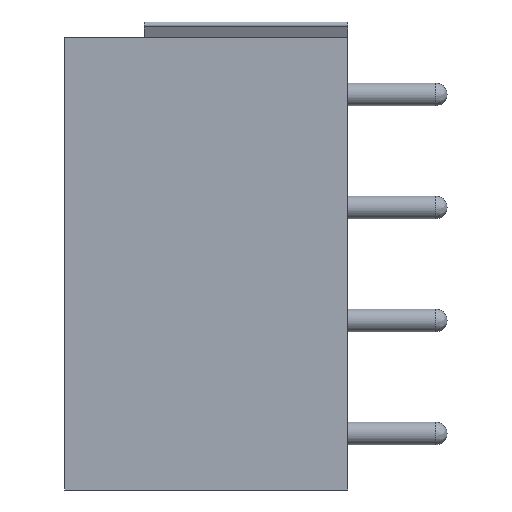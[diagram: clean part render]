
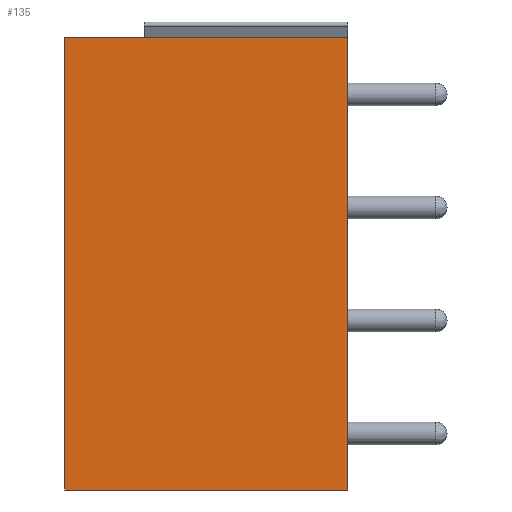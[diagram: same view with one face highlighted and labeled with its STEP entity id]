
A CAD part, left-side view. The second image highlights one B-rep face of the part: STEP entity #135.
In plain terms, the highlighted free-form (B-spline) face has degree [1, 1] with [2, 2] control points.
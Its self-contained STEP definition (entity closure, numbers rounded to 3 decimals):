
#35=CARTESIAN_POINT('',(0.,12.5,-20.));
#36=VERTEX_POINT('',#35);
#37=CARTESIAN_POINT('',(0.,0.,-20.));
#38=VERTEX_POINT('',#37);
#39=CARTESIAN_POINT('',(0.,12.5,-20.));
#40=CARTESIAN_POINT('',(0.,0.,-20.));
#41=B_SPLINE_CURVE_WITH_KNOTS('',1,(#39,#40),.POLYLINE_FORM.,.F.,.U.,(2,2),(0.,1.),.UNSPECIFIED.);
#42=EDGE_CURVE('',#36,#38,#41,.T.);
#108=CARTESIAN_POINT('',(0.,12.95,-20.));
#109=CARTESIAN_POINT('',(0.,12.95,0.));
#110=CARTESIAN_POINT('',(0.,-0.45,-20.));
#111=CARTESIAN_POINT('',(0.,-0.45,0.));
#112=B_SPLINE_SURFACE_WITH_KNOTS('',1,1,((#108,#109),(#110,#111)),.PLANE_SURF.,.F.,.F.,.U.,(2,2),(2,2),(0.,1.),(0.,1.),.UNSPECIFIED.);
#113=ORIENTED_EDGE('',*,*,#42,.T.);
#114=CARTESIAN_POINT('',(0.,0.,0.));
#115=VERTEX_POINT('',#114);
#116=CARTESIAN_POINT('',(0.,0.,0.));
#117=CARTESIAN_POINT('',(0.,0.,-20.));
#118=B_SPLINE_CURVE_WITH_KNOTS('',1,(#116,#117),.POLYLINE_FORM.,.F.,.U.,(2,2),(0.,1.),.UNSPECIFIED.);
#119=EDGE_CURVE('',#115,#38,#118,.T.);
#120=ORIENTED_EDGE('',*,*,#119,.F.);
#121=CARTESIAN_POINT('',(0.,12.5,0.));
#122=VERTEX_POINT('',#121);
#123=CARTESIAN_POINT('',(0.,12.5,0.));
#124=CARTESIAN_POINT('',(0.,0.,0.));
#125=B_SPLINE_CURVE_WITH_KNOTS('',1,(#123,#124),.POLYLINE_FORM.,.F.,.U.,(2,2),(0.,1.),.UNSPECIFIED.);
#126=EDGE_CURVE('',#122,#115,#125,.T.);
#127=ORIENTED_EDGE('',*,*,#126,.F.);
#128=CARTESIAN_POINT('',(0.,12.5,0.));
#129=CARTESIAN_POINT('',(0.,12.5,-20.));
#130=B_SPLINE_CURVE_WITH_KNOTS('',1,(#128,#129),.POLYLINE_FORM.,.F.,.U.,(2,2),(0.,1.),.UNSPECIFIED.);
#131=EDGE_CURVE('',#122,#36,#130,.T.);
#132=ORIENTED_EDGE('',*,*,#131,.T.);
#133=EDGE_LOOP('',(#113,#120,#127,#132));
#134=FACE_OUTER_BOUND('',#133,.T.);
#135=ADVANCED_FACE('',(#134),#112,.T.);
